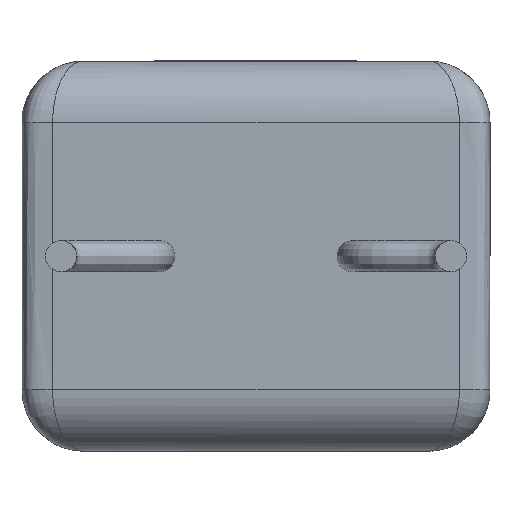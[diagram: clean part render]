
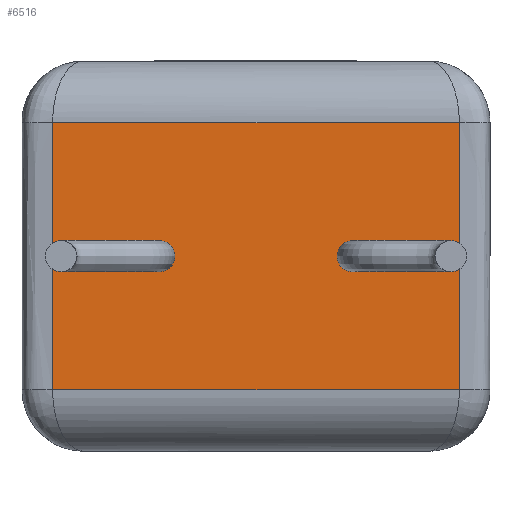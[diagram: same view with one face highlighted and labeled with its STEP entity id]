
A CAD part, front view. The second image highlights one B-rep face of the part: STEP entity #6516.
In plain terms, the highlighted planar face has unit normal (0, -1, 0).
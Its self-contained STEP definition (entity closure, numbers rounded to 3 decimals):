
#276 = EDGE_LOOP ( 'NONE', ( #2305, #967 ) ) ;
#474 = AXIS2_PLACEMENT_3D ( 'NONE', #4759, #5339, #3742 ) ;
#492 = AXIS2_PLACEMENT_3D ( 'NONE', #2687, #5244, #4218 ) ;
#555 = VECTOR ( 'NONE', #1676, 1000. ) ;
#639 = EDGE_CURVE ( 'NONE', #3039, #2787, #2988, .T. ) ;
#640 = AXIS2_PLACEMENT_3D ( 'NONE', #3054, #4070, #5134 ) ;
#707 = DIRECTION ( 'NONE',  ( 1., 0., 0. ) ) ;
#710 = LINE ( 'NONE', #6462, #5699 ) ;
#916 = CARTESIAN_POINT ( 'NONE',  ( 7.12, 0., 3.9 ) ) ;
#921 = CARTESIAN_POINT ( 'NONE',  ( 2.235, 0., 3.175 ) ) ;
#967 = ORIENTED_EDGE ( 'NONE', *, *, #2574, .T. ) ;
#1125 = CARTESIAN_POINT ( 'NONE',  ( 5.385, 0., 3.43 ) ) ;
#1141 = EDGE_CURVE ( 'NONE', #4436, #3394, #3295, .T. ) ;
#1257 = CARTESIAN_POINT ( 'NONE',  ( 0.5, 0., 5.35 ) ) ;
#1387 = ORIENTED_EDGE ( 'NONE', *, *, #2821, .T. ) ;
#1445 = CARTESIAN_POINT ( 'NONE',  ( 7.12, 0., 5.35 ) ) ;
#1598 = ORIENTED_EDGE ( 'NONE', *, *, #1141, .F. ) ;
#1676 = DIRECTION ( 'NONE',  ( -1., 0., 0. ) ) ;
#1684 = B_SPLINE_CURVE_WITH_KNOTS ( 'NONE', 3,
 ( #6020, #3457, #916, #1445 ),
 .UNSPECIFIED., .F., .F.,
 ( 4, 4 ),
 ( 0.157, 0.843 ),
 .UNSPECIFIED. ) ;
#1864 = AXIS2_PLACEMENT_3D ( 'NONE', #4963, #2930, #6509 ) ;
#2088 = EDGE_LOOP ( 'NONE', ( #6051, #1387, #4071, #4654 ) ) ;
#2130 = VERTEX_POINT ( 'NONE', #4692 ) ;
#2305 = ORIENTED_EDGE ( 'NONE', *, *, #5077, .T. ) ;
#2546 = VERTEX_POINT ( 'NONE', #1125 ) ;
#2574 = EDGE_CURVE ( 'NONE', #6418, #2546, #3867, .T. ) ;
#2604 = CIRCLE ( 'NONE', #1864, 0.255 ) ;
#2640 = CARTESIAN_POINT ( 'NONE',  ( 7.12, 0., 5.35 ) ) ;
#2687 = CARTESIAN_POINT ( 'NONE',  ( 5.385, 0., 3.175 ) ) ;
#2689 = CARTESIAN_POINT ( 'NONE',  ( 0., 0., 5.35 ) ) ;
#2787 = VERTEX_POINT ( 'NONE', #1257 ) ;
#2821 = EDGE_CURVE ( 'NONE', #3361, #2130, #710, .T. ) ;
#2930 = DIRECTION ( 'NONE',  ( 0., -1., 0. ) ) ;
#2964 = EDGE_CURVE ( 'NONE', #3394, #4436, #2604, .T. ) ;
#2988 = LINE ( 'NONE', #2689, #555 ) ;
#3039 = VERTEX_POINT ( 'NONE', #2640 ) ;
#3054 = CARTESIAN_POINT ( 'NONE',  ( 5.385, 0., 3.175 ) ) ;
#3295 = CIRCLE ( 'NONE', #6100, 0.255 ) ;
#3361 = VERTEX_POINT ( 'NONE', #4331 ) ;
#3394 = VERTEX_POINT ( 'NONE', #5450 ) ;
#3399 = FACE_BOUND ( 'NONE', #276, .T. ) ;
#3448 = B_SPLINE_CURVE_WITH_KNOTS ( 'NONE', 3,
 ( #4347, #5291, #3938, #5474 ),
 .UNSPECIFIED., .F., .F.,
 ( 4, 4 ),
 ( 0.157, 0.843 ),
 .UNSPECIFIED. ) ;
#3457 = CARTESIAN_POINT ( 'NONE',  ( 7.12, 0., 2.45 ) ) ;
#3590 = DIRECTION ( 'NONE',  ( 0., 0., 1. ) ) ;
#3742 = DIRECTION ( 'NONE',  ( 0., 0., 1. ) ) ;
#3746 = CIRCLE ( 'NONE', #640, 0.255 ) ;
#3867 = CIRCLE ( 'NONE', #492, 0.255 ) ;
#3938 = CARTESIAN_POINT ( 'NONE',  ( 0.5, 0., 2.45 ) ) ;
#4070 = DIRECTION ( 'NONE',  ( 0., 1., 0. ) ) ;
#4071 = ORIENTED_EDGE ( 'NONE', *, *, #6172, .T. ) ;
#4218 = DIRECTION ( 'NONE',  ( 0., 0., -1. ) ) ;
#4331 = CARTESIAN_POINT ( 'NONE',  ( 0.5, 0., 1. ) ) ;
#4347 = CARTESIAN_POINT ( 'NONE',  ( 0.5, 0., 5.35 ) ) ;
#4436 = VERTEX_POINT ( 'NONE', #5892 ) ;
#4520 = EDGE_CURVE ( 'NONE', #2787, #3361, #3448, .T. ) ;
#4564 = DIRECTION ( 'NONE',  ( 0., -1., 0. ) ) ;
#4654 = ORIENTED_EDGE ( 'NONE', *, *, #639, .T. ) ;
#4692 = CARTESIAN_POINT ( 'NONE',  ( 7.12, 0., 1. ) ) ;
#4759 = CARTESIAN_POINT ( 'NONE',  ( 0., 0., 6.35 ) ) ;
#4762 = ORIENTED_EDGE ( 'NONE', *, *, #2964, .F. ) ;
#4963 = CARTESIAN_POINT ( 'NONE',  ( 2.235, 0., 3.175 ) ) ;
#5077 = EDGE_CURVE ( 'NONE', #2546, #6418, #3746, .T. ) ;
#5134 = DIRECTION ( 'NONE',  ( 0., 0., -1. ) ) ;
#5244 = DIRECTION ( 'NONE',  ( 0., 1., 0. ) ) ;
#5248 = EDGE_LOOP ( 'NONE', ( #1598, #4762 ) ) ;
#5291 = CARTESIAN_POINT ( 'NONE',  ( 0.5, 0., 3.9 ) ) ;
#5339 = DIRECTION ( 'NONE',  ( 0., 1., 0. ) ) ;
#5450 = CARTESIAN_POINT ( 'NONE',  ( 2.235, 0., 2.92 ) ) ;
#5474 = CARTESIAN_POINT ( 'NONE',  ( 0.5, 0., 1. ) ) ;
#5640 = CARTESIAN_POINT ( 'NONE',  ( 5.385, 0., 2.92 ) ) ;
#5699 = VECTOR ( 'NONE', #707, 1000. ) ;
#5715 = FACE_BOUND ( 'NONE', #5248, .T. ) ;
#5794 = FACE_OUTER_BOUND ( 'NONE', #2088, .T. ) ;
#5892 = CARTESIAN_POINT ( 'NONE',  ( 2.235, 0., 3.43 ) ) ;
#6020 = CARTESIAN_POINT ( 'NONE',  ( 7.12, 0., 1. ) ) ;
#6051 = ORIENTED_EDGE ( 'NONE', *, *, #4520, .T. ) ;
#6100 = AXIS2_PLACEMENT_3D ( 'NONE', #921, #4564, #3590 ) ;
#6172 = EDGE_CURVE ( 'NONE', #2130, #3039, #1684, .T. ) ;
#6260 = PLANE ( 'NONE',  #474 ) ;
#6418 = VERTEX_POINT ( 'NONE', #5640 ) ;
#6462 = CARTESIAN_POINT ( 'NONE',  ( 7.12, 0., 1. ) ) ;
#6509 = DIRECTION ( 'NONE',  ( 0., 0., 1. ) ) ;
#6516 = ADVANCED_FACE ( 'NONE', ( #3399, #5794, #5715 ), #6260, .F. ) ;
